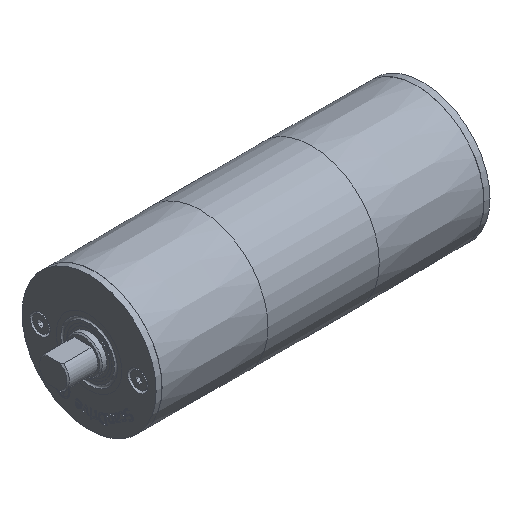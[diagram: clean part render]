
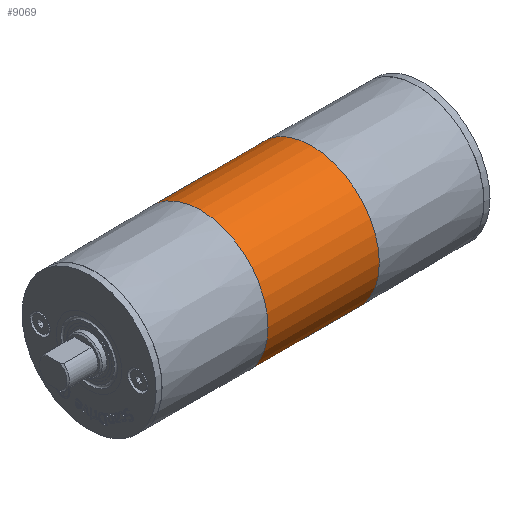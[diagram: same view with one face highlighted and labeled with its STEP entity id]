
A CAD part, isometric view. The second image highlights one B-rep face of the part: STEP entity #9069.
In plain terms, the highlighted cylindrical face has radius 56.75 mm (diameter 113.5 mm), a full revolution.
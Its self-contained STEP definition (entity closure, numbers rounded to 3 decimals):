
#690=CYLINDRICAL_SURFACE('',#9477,56.75);
#1486=LINE('',#16334,#2284);
#2284=VECTOR('',#11057,56.75);
#3057=FACE_OUTER_BOUND('',#3607,.T.);
#3607=EDGE_LOOP('',(#8513,#8514,#8515,#8516,#8517,#8518));
#3719=CIRCLE('',#9478,56.75);
#3720=CIRCLE('',#9479,56.75);
#3721=CIRCLE('',#9480,56.75);
#3722=CIRCLE('',#9481,56.75);
#4617=VERTEX_POINT('',#16329);
#4618=VERTEX_POINT('',#16330);
#4619=VERTEX_POINT('',#16333);
#4620=VERTEX_POINT('',#16335);
#5923=EDGE_CURVE('',#4617,#4618,#3719,.T.);
#5924=EDGE_CURVE('',#4618,#4617,#3720,.T.);
#5925=EDGE_CURVE('',#4618,#4619,#1486,.T.);
#5926=EDGE_CURVE('',#4619,#4620,#3721,.T.);
#5927=EDGE_CURVE('',#4620,#4619,#3722,.T.);
#8513=ORIENTED_EDGE('',*,*,#5923,.F.);
#8514=ORIENTED_EDGE('',*,*,#5924,.F.);
#8515=ORIENTED_EDGE('',*,*,#5925,.T.);
#8516=ORIENTED_EDGE('',*,*,#5926,.T.);
#8517=ORIENTED_EDGE('',*,*,#5927,.T.);
#8518=ORIENTED_EDGE('',*,*,#5925,.F.);
#9069=ADVANCED_FACE('',(#3057),#690,.T.);
#9477=AXIS2_PLACEMENT_3D('',#16328,#11051,#11052);
#9478=AXIS2_PLACEMENT_3D('',#16331,#11053,#11054);
#9479=AXIS2_PLACEMENT_3D('',#16332,#11055,#11056);
#9480=AXIS2_PLACEMENT_3D('',#16336,#11058,#11059);
#9481=AXIS2_PLACEMENT_3D('',#16337,#11060,#11061);
#11051=DIRECTION('center_axis',(1.,0.,0.));
#11052=DIRECTION('ref_axis',(0.,1.,0.));
#11053=DIRECTION('center_axis',(1.,0.,0.));
#11054=DIRECTION('ref_axis',(0.,0.,-1.));
#11055=DIRECTION('center_axis',(1.,0.,0.));
#11056=DIRECTION('ref_axis',(0.,0.,-1.));
#11057=DIRECTION('',(-1.,0.,0.));
#11058=DIRECTION('center_axis',(1.,0.,0.));
#11059=DIRECTION('ref_axis',(0.,0.,-1.));
#11060=DIRECTION('center_axis',(1.,0.,0.));
#11061=DIRECTION('ref_axis',(0.,0.,-1.));
#16328=CARTESIAN_POINT('Origin',(0.,0.,0.));
#16329=CARTESIAN_POINT('',(46.667,56.75,0.));
#16330=CARTESIAN_POINT('',(46.667,-56.75,0.));
#16331=CARTESIAN_POINT('Origin',(46.667,0.,
0.));
#16332=CARTESIAN_POINT('Origin',(46.667,0.,
0.));
#16333=CARTESIAN_POINT('',(-46.667,-56.75,0.));
#16334=CARTESIAN_POINT('',(0.,-56.75,0.));
#16335=CARTESIAN_POINT('',(-46.667,56.75,0.));
#16336=CARTESIAN_POINT('Origin',(-46.667,0.,
0.));
#16337=CARTESIAN_POINT('Origin',(-46.667,0.,
0.));
